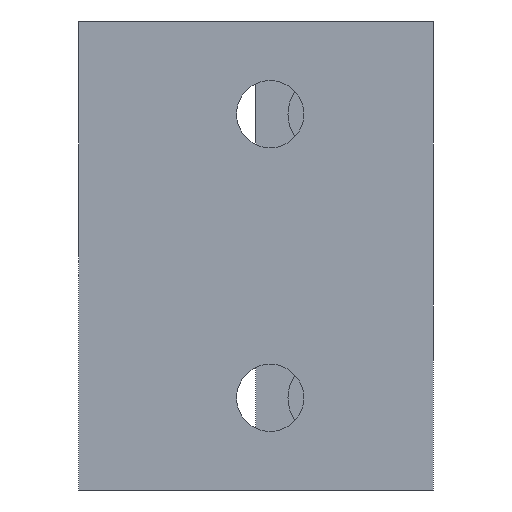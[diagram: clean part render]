
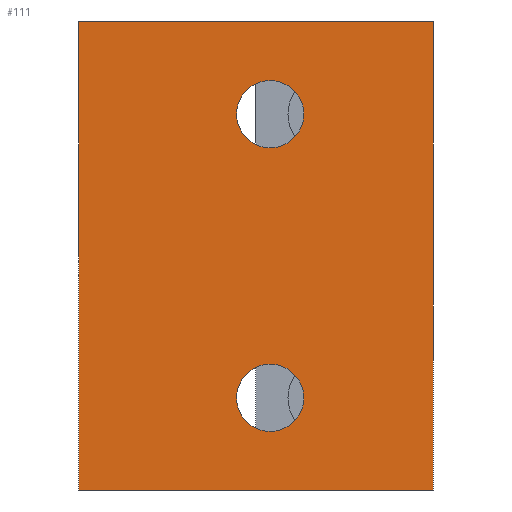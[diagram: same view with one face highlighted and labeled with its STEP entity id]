
A CAD part, front view. The second image highlights one B-rep face of the part: STEP entity #111.
In plain terms, the highlighted planar face has unit normal (0, -1, 0).
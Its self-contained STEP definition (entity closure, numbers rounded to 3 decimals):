
#9 = ORIENTED_EDGE ( 'NONE', *, *, #745, .T. ) ;
#16 = DIRECTION ( 'NONE',  ( -1., 0., 0. ) ) ;
#21 = CARTESIAN_POINT ( 'NONE',  ( 50., 0., 33. ) ) ;
#25 = DIRECTION ( 'NONE',  ( 1., 0., 0. ) ) ;
#29 = CARTESIAN_POINT ( 'NONE',  ( 27., 0., -20. ) ) ;
#42 = DIRECTION ( 'NONE',  ( 0., 0., -1. ) ) ;
#55 = EDGE_CURVE ( 'NONE', #666, #725, #578, .T. ) ;
#62 = EDGE_CURVE ( 'NONE', #471, #553, #572, .T. ) ;
#63 = CARTESIAN_POINT ( 'NONE',  ( 31.75, 0., -20. ) ) ;
#73 = CARTESIAN_POINT ( 'NONE',  ( 31.75, 0., 20. ) ) ;
#91 = CARTESIAN_POINT ( 'NONE',  ( 50., 0., -33. ) ) ;
#110 = ORIENTED_EDGE ( 'NONE', *, *, #62, .T. ) ;
#111 = ADVANCED_FACE ( 'NONE', ( #297, #232, #923 ), #773, .F. ) ;
#115 = CARTESIAN_POINT ( 'NONE',  ( 0., 0., -33. ) ) ;
#118 = VECTOR ( 'NONE', #25, 1000. ) ;
#124 = DIRECTION ( 'NONE',  ( -1., 0., 0. ) ) ;
#125 = DIRECTION ( 'NONE',  ( -1., 0., 0. ) ) ;
#154 = DIRECTION ( 'NONE',  ( 0., 0., -1. ) ) ;
#161 = VERTEX_POINT ( 'NONE', #293 ) ;
#163 = CIRCLE ( 'NONE', #736, 4.75 ) ;
#166 = EDGE_LOOP ( 'NONE', ( #532, #488, #942, #9 ) ) ;
#195 = CIRCLE ( 'NONE', #431, 4.75 ) ;
#226 = DIRECTION ( 'NONE',  ( 0., 1., 0. ) ) ;
#232 = FACE_BOUND ( 'NONE', #618, .T. ) ;
#248 = VECTOR ( 'NONE', #451, 1000. ) ;
#283 = AXIS2_PLACEMENT_3D ( 'NONE', #832, #912, #124 ) ;
#286 = CARTESIAN_POINT ( 'NONE',  ( 27., 0., -20. ) ) ;
#293 = CARTESIAN_POINT ( 'NONE',  ( 0., 0., 33. ) ) ;
#297 = FACE_BOUND ( 'NONE', #422, .T. ) ;
#299 = ORIENTED_EDGE ( 'NONE', *, *, #627, .T. ) ;
#309 = AXIS2_PLACEMENT_3D ( 'NONE', #286, #827, #125 ) ;
#312 = EDGE_CURVE ( 'NONE', #161, #666, #980, .T. ) ;
#350 = AXIS2_PLACEMENT_3D ( 'NONE', #999, #226, #938 ) ;
#358 = CARTESIAN_POINT ( 'NONE',  ( 22.25, 0., 20. ) ) ;
#386 = EDGE_CURVE ( 'NONE', #958, #725, #906, .T. ) ;
#398 = VECTOR ( 'NONE', #42, 1000. ) ;
#422 = EDGE_LOOP ( 'NONE', ( #537, #959 ) ) ;
#431 = AXIS2_PLACEMENT_3D ( 'NONE', #29, #499, #641 ) ;
#439 = CARTESIAN_POINT ( 'NONE',  ( 0., 0., -33. ) ) ;
#441 = CARTESIAN_POINT ( 'NONE',  ( 50., 0., 33. ) ) ;
#451 = DIRECTION ( 'NONE',  ( 1., 0., 0. ) ) ;
#465 = EDGE_CURVE ( 'NONE', #1014, #1016, #524, .T. ) ;
#468 = CARTESIAN_POINT ( 'NONE',  ( 0., 0., 33. ) ) ;
#471 = VERTEX_POINT ( 'NONE', #358 ) ;
#488 = ORIENTED_EDGE ( 'NONE', *, *, #55, .F. ) ;
#499 = DIRECTION ( 'NONE',  ( 0., 1., 0. ) ) ;
#506 = CARTESIAN_POINT ( 'NONE',  ( 27., 0., 20. ) ) ;
#524 = CIRCLE ( 'NONE', #309, 4.75 ) ;
#532 = ORIENTED_EDGE ( 'NONE', *, *, #386, .T. ) ;
#537 = ORIENTED_EDGE ( 'NONE', *, *, #465, .T. ) ;
#553 = VERTEX_POINT ( 'NONE', #73 ) ;
#572 = CIRCLE ( 'NONE', #283, 4.75 ) ;
#578 = LINE ( 'NONE', #441, #398 ) ;
#618 = EDGE_LOOP ( 'NONE', ( #110, #299 ) ) ;
#625 = LINE ( 'NONE', #468, #766 ) ;
#627 = EDGE_CURVE ( 'NONE', #553, #471, #163, .T. ) ;
#637 = CARTESIAN_POINT ( 'NONE',  ( 0., 0., 33. ) ) ;
#641 = DIRECTION ( 'NONE',  ( -1., 0., 0. ) ) ;
#666 = VERTEX_POINT ( 'NONE', #21 ) ;
#713 = EDGE_CURVE ( 'NONE', #1016, #1014, #195, .T. ) ;
#725 = VERTEX_POINT ( 'NONE', #91 ) ;
#736 = AXIS2_PLACEMENT_3D ( 'NONE', #506, #962, #16 ) ;
#745 = EDGE_CURVE ( 'NONE', #161, #958, #625, .T. ) ;
#766 = VECTOR ( 'NONE', #154, 1000. ) ;
#773 = PLANE ( 'NONE',  #350 ) ;
#827 = DIRECTION ( 'NONE',  ( 0., 1., 0. ) ) ;
#831 = CARTESIAN_POINT ( 'NONE',  ( 22.25, 0., -20. ) ) ;
#832 = CARTESIAN_POINT ( 'NONE',  ( 27., 0., 20. ) ) ;
#906 = LINE ( 'NONE', #439, #248 ) ;
#912 = DIRECTION ( 'NONE',  ( 0., 1., 0. ) ) ;
#923 = FACE_OUTER_BOUND ( 'NONE', #166, .T. ) ;
#938 = DIRECTION ( 'NONE',  ( 0., 0., 1. ) ) ;
#942 = ORIENTED_EDGE ( 'NONE', *, *, #312, .F. ) ;
#958 = VERTEX_POINT ( 'NONE', #115 ) ;
#959 = ORIENTED_EDGE ( 'NONE', *, *, #713, .T. ) ;
#962 = DIRECTION ( 'NONE',  ( 0., 1., 0. ) ) ;
#980 = LINE ( 'NONE', #637, #118 ) ;
#999 = CARTESIAN_POINT ( 'NONE',  ( 0., 0., 33. ) ) ;
#1014 = VERTEX_POINT ( 'NONE', #831 ) ;
#1016 = VERTEX_POINT ( 'NONE', #63 ) ;
